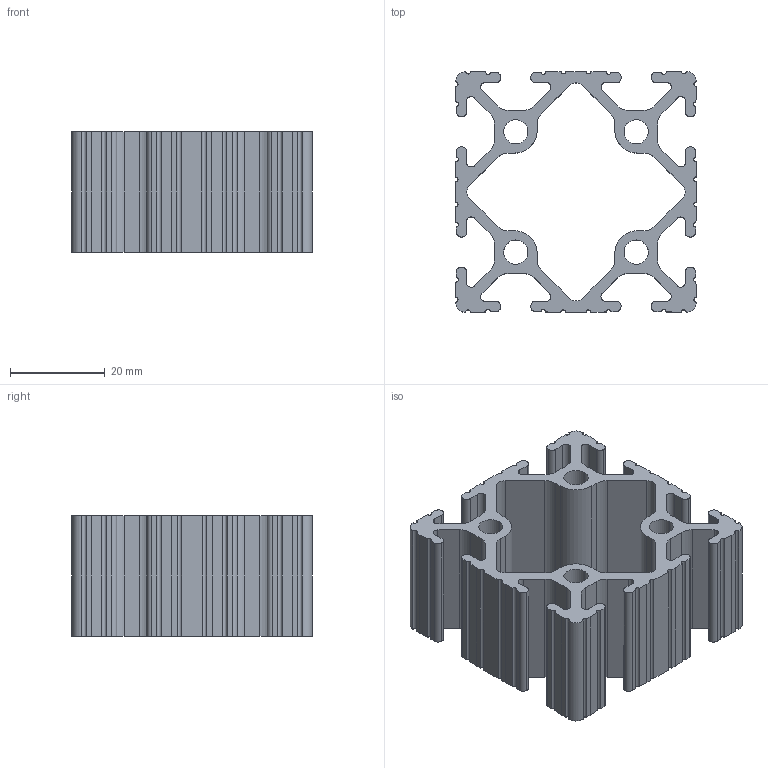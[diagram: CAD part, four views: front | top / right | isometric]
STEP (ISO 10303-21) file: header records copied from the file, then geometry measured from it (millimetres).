
FILE_DESCRIPTION((''),'2;1');
FILE_NAME('8020-2020.stp','2001-12-27T20:43:38',('Administrator'),(''),'Autodesk Inventor (tm) 3.0','Autodesk Inventor (tm) 3.0','');
FILE_SCHEMA(('CONFIG_CONTROL_DESIGN'));
Length unit declared in the file: inch
Products named in the file (1): 8020-2020
Bounding box: 50.8 x 50.8 x 25.4 mm (x, y, z)
Volume: 19757.6 mm3; surface area: 17340 mm2
Topology: 1 solids, 1 shells, 237 faces, 705 edges, 470 vertices
Faces by surface type: cylinder 127, plane 110
Entity records: 8150 total; most frequent: DIRECTION 1435, CARTESIAN_POINT 1413, ORIENTED_EDGE 1410, EDGE_CURVE 705, AXIS2_PLACEMENT_3D 492, VERTEX_POINT 470, VECTOR 451, LINE 451
